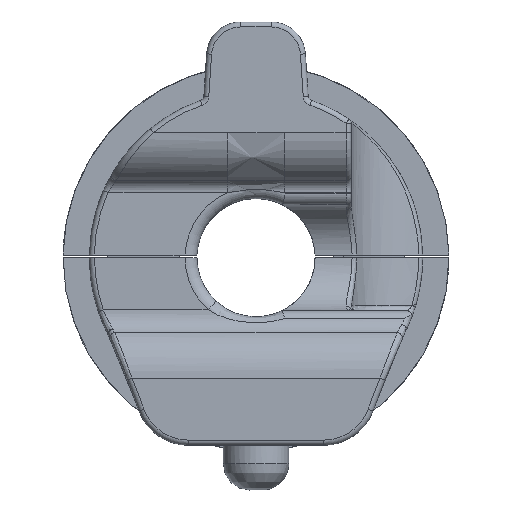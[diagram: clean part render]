
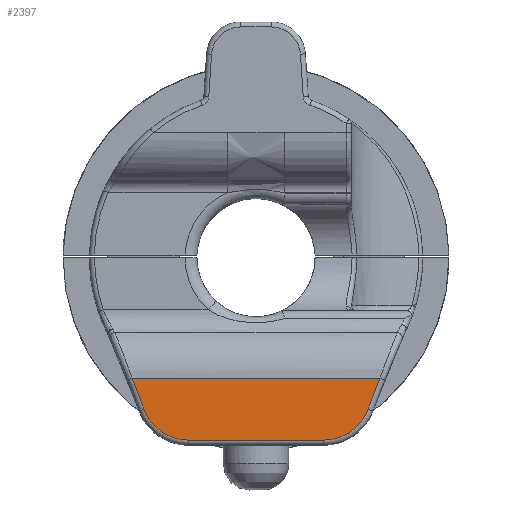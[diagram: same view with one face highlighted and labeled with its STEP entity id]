
A CAD part, front view. The second image highlights one B-rep face of the part: STEP entity #2397.
In plain terms, the highlighted planar face has unit normal (0, -1, 0).
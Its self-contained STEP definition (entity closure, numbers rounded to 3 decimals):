
#86=PLANE('',#2613);
#163=LINE('',#4733,#287);
#165=LINE('',#4739,#289);
#287=VECTOR('',#3066,1000.);
#289=VECTOR('',#3076,1000.);
#484=FACE_OUTER_BOUND('',#643,.T.);
#643=EDGE_LOOP('',(#1880,#1881,#1882,#1883,#1884,#1885));
#795=CIRCLE('',#2593,43.684);
#799=CIRCLE('',#2598,1.8);
#803=CIRCLE('',#2603,43.684);
#805=CIRCLE('',#2607,1.8);
#1078=VERTEX_POINT('',#4627);
#1081=VERTEX_POINT('',#4666);
#1082=VERTEX_POINT('',#4694);
#1085=VERTEX_POINT('',#4719);
#1086=VERTEX_POINT('',#4724);
#1089=VERTEX_POINT('',#4731);
#1359=EDGE_CURVE('',#1078,#1081,#795,.T.);
#1365=EDGE_CURVE('',#1081,#1085,#799,.T.);
#1369=EDGE_CURVE('',#1086,#1082,#803,.T.);
#1371=EDGE_CURVE('',#1085,#1089,#163,.T.);
#1373=EDGE_CURVE('',#1089,#1086,#805,.T.);
#1375=EDGE_CURVE('',#1082,#1078,#165,.T.);
#1880=ORIENTED_EDGE('',*,*,#1375,.T.);
#1881=ORIENTED_EDGE('',*,*,#1359,.T.);
#1882=ORIENTED_EDGE('',*,*,#1365,.T.);
#1883=ORIENTED_EDGE('',*,*,#1371,.T.);
#1884=ORIENTED_EDGE('',*,*,#1373,.T.);
#1885=ORIENTED_EDGE('',*,*,#1369,.T.);
#2397=ADVANCED_FACE('',(#484),#86,.F.);
#2593=AXIS2_PLACEMENT_3D('',#4668,#3040,#3041);
#2598=AXIS2_PLACEMENT_3D('',#4721,#3050,#3051);
#2603=AXIS2_PLACEMENT_3D('',#4728,#3060,#3061);
#2607=AXIS2_PLACEMENT_3D('',#4736,#3070,#3071);
#2613=AXIS2_PLACEMENT_3D('',#4747,#3087,#3088);
#3040=DIRECTION('center_axis',(0.,1.,0.));
#3041=DIRECTION('ref_axis',(-1.,0.,0.));
#3050=DIRECTION('center_axis',(0.,-1.,0.));
#3051=DIRECTION('ref_axis',(-1.,0.,0.));
#3060=DIRECTION('center_axis',(0.,1.,0.));
#3061=DIRECTION('ref_axis',(-1.,0.,0.));
#3066=DIRECTION('',(1.,0.,0.));
#3070=DIRECTION('center_axis',(0.,-1.,0.));
#3071=DIRECTION('ref_axis',(-1.,0.,0.));
#3076=DIRECTION('',(-1.,0.,0.));
#3087=DIRECTION('center_axis',(0.,1.,0.));
#3088=DIRECTION('ref_axis',(-1.,0.,0.));
#4627=CARTESIAN_POINT('',(-4.722,37.1,-6.961));
#4666=CARTESIAN_POINT('',(-4.269,37.1,-8.144));
#4668=CARTESIAN_POINT('Origin',(-45.287,37.1,-23.172));
#4694=CARTESIAN_POINT('',(4.722,37.1,-6.961));
#4719=CARTESIAN_POINT('',(-2.579,37.1,-9.325));
#4721=CARTESIAN_POINT('Origin',(-2.579,37.1,-7.525));
#4724=CARTESIAN_POINT('',(4.269,37.1,-8.144));
#4728=CARTESIAN_POINT('Origin',(45.287,37.1,-23.172));
#4731=CARTESIAN_POINT('',(2.579,37.1,-9.325));
#4733=CARTESIAN_POINT('',(-45.287,37.1,-9.325));
#4736=CARTESIAN_POINT('Origin',(2.579,37.1,-7.525));
#4739=CARTESIAN_POINT('',(-45.287,37.1,-6.961));
#4747=CARTESIAN_POINT('Origin',(-45.287,37.1,-23.172));
